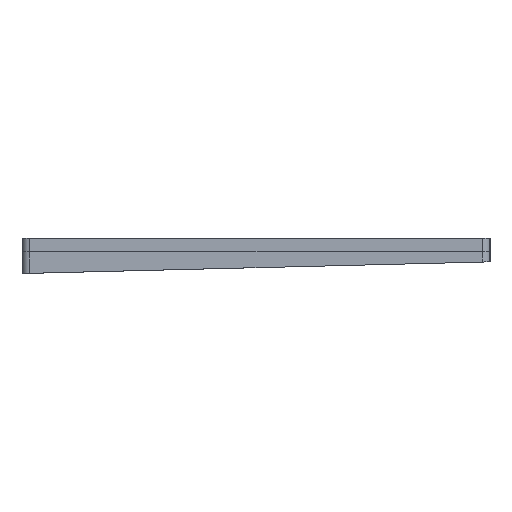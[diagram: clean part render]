
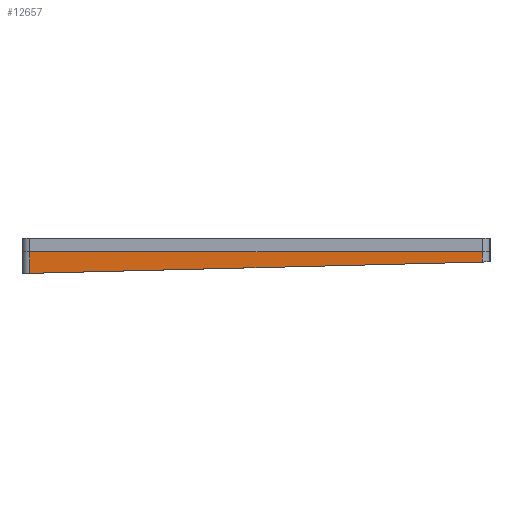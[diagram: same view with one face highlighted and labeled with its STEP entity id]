
A CAD part, left-side view. The second image highlights one B-rep face of the part: STEP entity #12657.
In plain terms, the highlighted planar face has unit normal (-1, 0, 0).
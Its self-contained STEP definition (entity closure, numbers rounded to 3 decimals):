
#1701 = PLANE('',#1702);
#1702 = AXIS2_PLACEMENT_3D('',#1703,#1704,#1705);
#1703 = CARTESIAN_POINT('',(-114.625,38.425,-6.958));
#1704 = DIRECTION('',(0.,-0.025,
    -1.));
#1705 = DIRECTION('',(0.,-1.,0.025
    ));
#1729 = CYLINDRICAL_SURFACE('',#1730,1.3);
#1730 = AXIS2_PLACEMENT_3D('',#1731,#1732,#1733);
#1731 = CARTESIAN_POINT('',(-113.325,37.125,-3.4));
#1732 = DIRECTION('',(0.,0.,-1.));
#1733 = DIRECTION('',(0.,1.,0.));
#2928 = PLANE('',#2929);
#2929 = AXIS2_PLACEMENT_3D('',#2930,#2931,#2932);
#2930 = CARTESIAN_POINT('',(-114.625,-38.425,-3.4));
#2931 = DIRECTION('',(-1.,0.,0.));
#2932 = DIRECTION('',(0.,1.,0.));
#3264 = VERTEX_POINT('',#3265);
#3265 = CARTESIAN_POINT('',(-114.625,-37.125,-5.075));
#3284 = CYLINDRICAL_SURFACE('',#3285,1.3);
#3285 = AXIS2_PLACEMENT_3D('',#3286,#3287,#3288);
#3286 = CARTESIAN_POINT('',(-113.325,-37.125,-3.4));
#3287 = DIRECTION('',(0.,0.,-1.));
#3288 = DIRECTION('',(-1.,0.,0.));
#3299 = EDGE_CURVE('',#3300,#3264,#3302,.T.);
#3300 = VERTEX_POINT('',#3301);
#3301 = CARTESIAN_POINT('',(-114.625,37.125,-6.925));
#3302 = SURFACE_CURVE('',#3303,(#3307,#3314),.PCURVE_S1.);
#3303 = LINE('',#3304,#3305);
#3304 = CARTESIAN_POINT('',(-114.625,38.425,-6.958));
#3305 = VECTOR('',#3306,1.);
#3306 = DIRECTION('',(0.,-1.,
    0.025));
#3307 = PCURVE('',#1701,#3308);
#3308 = DEFINITIONAL_REPRESENTATION('',(#3309),#3313);
#3309 = LINE('',#3310,#3311);
#3310 = CARTESIAN_POINT('',(0.,0.));
#3311 = VECTOR('',#3312,1.);
#3312 = DIRECTION('',(1.,0.));
#3313 = ( GEOMETRIC_REPRESENTATION_CONTEXT(2) 
PARAMETRIC_REPRESENTATION_CONTEXT() REPRESENTATION_CONTEXT('2D SPACE',''
  ) );
#3314 = PCURVE('',#3315,#3320);
#3315 = PLANE('',#3316);
#3316 = AXIS2_PLACEMENT_3D('',#3317,#3318,#3319);
#3317 = CARTESIAN_POINT('',(-114.625,0.463,-4.706));
#3318 = DIRECTION('',(1.,0.,0.));
#3319 = DIRECTION('',(0.,1.,0.));
#3320 = DEFINITIONAL_REPRESENTATION('',(#3321),#3325);
#3321 = LINE('',#3322,#3323);
#3322 = CARTESIAN_POINT('',(37.962,-2.252));
#3323 = VECTOR('',#3324,1.);
#3324 = DIRECTION('',(-1.,0.025));
#3325 = ( GEOMETRIC_REPRESENTATION_CONTEXT(2) 
PARAMETRIC_REPRESENTATION_CONTEXT() REPRESENTATION_CONTEXT('2D SPACE',''
  ) );
#12249 = VERTEX_POINT('',#12250);
#12250 = CARTESIAN_POINT('',(-114.625,37.125,-3.4));
#12272 = EDGE_CURVE('',#12249,#3300,#12273,.T.);
#12273 = SURFACE_CURVE('',#12274,(#12278,#12285),.PCURVE_S1.);
#12274 = LINE('',#12275,#12276);
#12275 = CARTESIAN_POINT('',(-114.625,37.125,-3.4));
#12276 = VECTOR('',#12277,1.);
#12277 = DIRECTION('',(0.,0.,-1.));
#12278 = PCURVE('',#1729,#12279);
#12279 = DEFINITIONAL_REPRESENTATION('',(#12280),#12284);
#12280 = LINE('',#12281,#12282);
#12281 = CARTESIAN_POINT('',(-1.571,0.));
#12282 = VECTOR('',#12283,1.);
#12283 = DIRECTION('',(-0.,1.));
#12284 = ( GEOMETRIC_REPRESENTATION_CONTEXT(2) 
PARAMETRIC_REPRESENTATION_CONTEXT() REPRESENTATION_CONTEXT('2D SPACE',''
  ) );
#12285 = PCURVE('',#3315,#12286);
#12286 = DEFINITIONAL_REPRESENTATION('',(#12287),#12291);
#12287 = LINE('',#12288,#12289);
#12288 = CARTESIAN_POINT('',(36.662,1.306));
#12289 = VECTOR('',#12290,1.);
#12290 = DIRECTION('',(0.,-1.));
#12291 = ( GEOMETRIC_REPRESENTATION_CONTEXT(2) 
PARAMETRIC_REPRESENTATION_CONTEXT() REPRESENTATION_CONTEXT('2D SPACE',''
  ) );
#12560 = VERTEX_POINT('',#12561);
#12561 = CARTESIAN_POINT('',(-114.625,-37.125,-3.4));
#12607 = EDGE_CURVE('',#12560,#12249,#12608,.T.);
#12608 = SURFACE_CURVE('',#12609,(#12613,#12620),.PCURVE_S1.);
#12609 = LINE('',#12610,#12611);
#12610 = CARTESIAN_POINT('',(-114.625,-38.425,-3.4));
#12611 = VECTOR('',#12612,1.);
#12612 = DIRECTION('',(0.,1.,0.));
#12613 = PCURVE('',#2928,#12614);
#12614 = DEFINITIONAL_REPRESENTATION('',(#12615),#12619);
#12615 = LINE('',#12616,#12617);
#12616 = CARTESIAN_POINT('',(0.,0.));
#12617 = VECTOR('',#12618,1.);
#12618 = DIRECTION('',(1.,0.));
#12619 = ( GEOMETRIC_REPRESENTATION_CONTEXT(2) 
PARAMETRIC_REPRESENTATION_CONTEXT() REPRESENTATION_CONTEXT('2D SPACE',''
  ) );
#12620 = PCURVE('',#3315,#12621);
#12621 = DEFINITIONAL_REPRESENTATION('',(#12622),#12626);
#12622 = LINE('',#12623,#12624);
#12623 = CARTESIAN_POINT('',(-38.888,1.306));
#12624 = VECTOR('',#12625,1.);
#12625 = DIRECTION('',(1.,0.));
#12626 = ( GEOMETRIC_REPRESENTATION_CONTEXT(2) 
PARAMETRIC_REPRESENTATION_CONTEXT() REPRESENTATION_CONTEXT('2D SPACE',''
  ) );
#12657 = ADVANCED_FACE('',(#12658),#3315,.F.);
#12658 = FACE_BOUND('',#12659,.F.);
#12659 = EDGE_LOOP('',(#12660,#12661,#12682,#12683));
#12660 = ORIENTED_EDGE('',*,*,#12607,.F.);
#12661 = ORIENTED_EDGE('',*,*,#12662,.T.);
#12662 = EDGE_CURVE('',#12560,#3264,#12663,.T.);
#12663 = SURFACE_CURVE('',#12664,(#12668,#12675),.PCURVE_S1.);
#12664 = LINE('',#12665,#12666);
#12665 = CARTESIAN_POINT('',(-114.625,-37.125,-3.4));
#12666 = VECTOR('',#12667,1.);
#12667 = DIRECTION('',(0.,0.,-1.));
#12668 = PCURVE('',#3315,#12669);
#12669 = DEFINITIONAL_REPRESENTATION('',(#12670),#12674);
#12670 = LINE('',#12671,#12672);
#12671 = CARTESIAN_POINT('',(-37.588,1.306));
#12672 = VECTOR('',#12673,1.);
#12673 = DIRECTION('',(0.,-1.));
#12674 = ( GEOMETRIC_REPRESENTATION_CONTEXT(2) 
PARAMETRIC_REPRESENTATION_CONTEXT() REPRESENTATION_CONTEXT('2D SPACE',''
  ) );
#12675 = PCURVE('',#3284,#12676);
#12676 = DEFINITIONAL_REPRESENTATION('',(#12677),#12681);
#12677 = LINE('',#12678,#12679);
#12678 = CARTESIAN_POINT('',(-0.,0.));
#12679 = VECTOR('',#12680,1.);
#12680 = DIRECTION('',(-0.,1.));
#12681 = ( GEOMETRIC_REPRESENTATION_CONTEXT(2) 
PARAMETRIC_REPRESENTATION_CONTEXT() REPRESENTATION_CONTEXT('2D SPACE',''
  ) );
#12682 = ORIENTED_EDGE('',*,*,#3299,.F.);
#12683 = ORIENTED_EDGE('',*,*,#12272,.F.);
